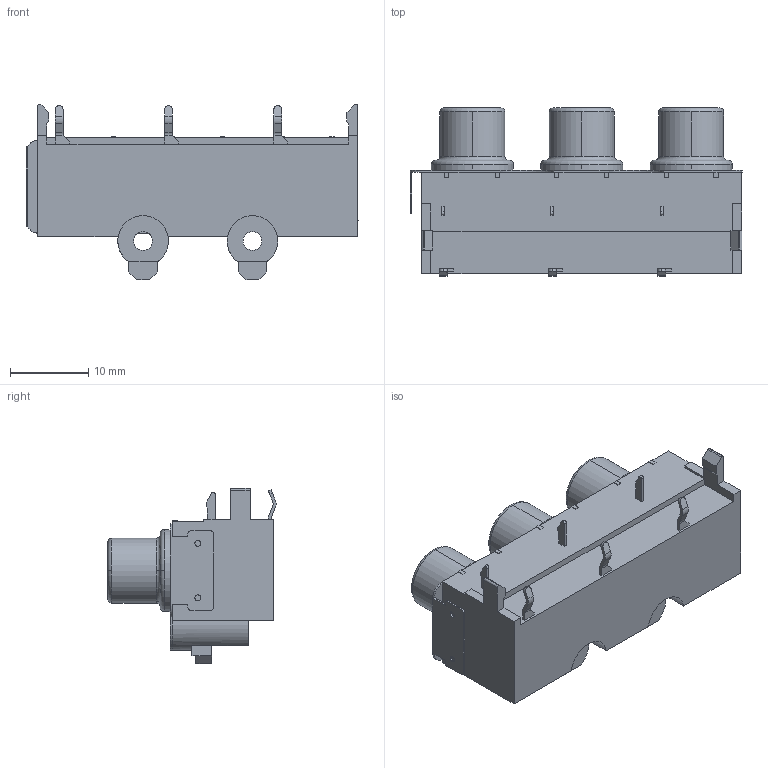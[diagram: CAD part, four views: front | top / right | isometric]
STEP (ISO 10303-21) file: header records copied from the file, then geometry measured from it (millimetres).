
FILE_DESCRIPTION (( 'STEP AP214' ), '1' );
FILE_NAME ('pjras3x1s_series.STEP', '2014-07-02T16:52:57', ( '' ), ( '' ), 'SwSTEP 2.0', 'SolidWorks 2014', '' );
FILE_SCHEMA (( 'AUTOMOTIVE_DESIGN' ));
Length unit declared in the file: inch
Products named in the file (1): pjras3x1s_series
Bounding box: 42.49 x 21.53 x 22.49 mm (x, y, z)
Volume: 8149.6 mm3; surface area: 4056 mm2
Topology: 1 solids, 1 shells, 283 faces, 750 edges, 490 vertices
Faces by surface type: plane 168, cylinder 91, torus 18, cone 6
Entity records: 8940 total; most frequent: CARTESIAN_POINT 1638, DIRECTION 1554, ORIENTED_EDGE 1500, EDGE_CURVE 750, AXIS2_PLACEMENT_3D 530, LINE 494, VECTOR 494, VERTEX_POINT 490
